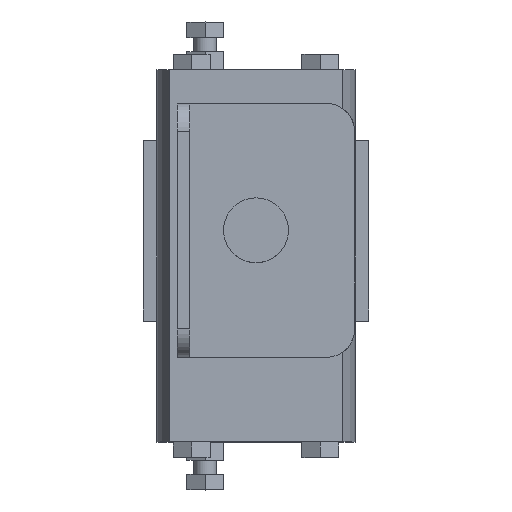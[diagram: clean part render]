
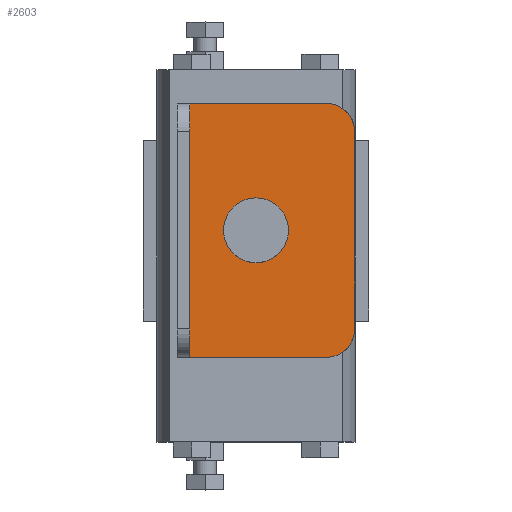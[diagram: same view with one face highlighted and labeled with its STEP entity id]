
A CAD part, top view. The second image highlights one B-rep face of the part: STEP entity #2603.
In plain terms, the highlighted planar face has unit normal (0, 0, 1).
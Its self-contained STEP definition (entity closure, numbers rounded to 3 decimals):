
#170=FACE_BOUND('',#573,.T.);
#291=PLANE('',#2853);
#423=FACE_OUTER_BOUND('',#572,.T.);
#572=EDGE_LOOP('',(#2298,#2299,#2300,#2301,#2302,#2303));
#573=EDGE_LOOP('',(#2304));
#864=LINE('',#4149,#1159);
#869=LINE('',#4166,#1164);
#873=LINE('',#4173,#1168);
#874=LINE('',#4175,#1169);
#1159=VECTOR('',#3435,10.);
#1164=VECTOR('',#3450,10.);
#1168=VECTOR('',#3456,10.);
#1169=VECTOR('',#3459,10.);
#1225=CIRCLE('',#2850,10.);
#1227=CIRCLE('',#2854,10.);
#1228=CIRCLE('',#2855,11.5);
#1427=VERTEX_POINT('',#4146);
#1428=VERTEX_POINT('',#4148);
#1432=VERTEX_POINT('',#4157);
#1433=VERTEX_POINT('',#4159);
#1435=VERTEX_POINT('',#4165);
#1437=VERTEX_POINT('',#4172);
#1438=VERTEX_POINT('',#4176);
#1741=EDGE_CURVE('',#1428,#1427,#864,.T.);
#1746=EDGE_CURVE('',#1432,#1433,#1225,.T.);
#1749=EDGE_CURVE('',#1435,#1433,#869,.T.);
#1753=EDGE_CURVE('',#1432,#1437,#873,.T.);
#1754=EDGE_CURVE('',#1428,#1437,#1227,.T.);
#1755=EDGE_CURVE('',#1435,#1427,#874,.T.);
#1756=EDGE_CURVE('',#1438,#1438,#1228,.T.);
#2298=ORIENTED_EDGE('',*,*,#1746,.F.);
#2299=ORIENTED_EDGE('',*,*,#1753,.T.);
#2300=ORIENTED_EDGE('',*,*,#1754,.F.);
#2301=ORIENTED_EDGE('',*,*,#1741,.T.);
#2302=ORIENTED_EDGE('',*,*,#1755,.F.);
#2303=ORIENTED_EDGE('',*,*,#1749,.T.);
#2304=ORIENTED_EDGE('',*,*,#1756,.T.);
#2603=ADVANCED_FACE('',(#423,#170),#291,.T.);
#2850=AXIS2_PLACEMENT_3D('',#4160,#3443,#3444);
#2853=AXIS2_PLACEMENT_3D('',#4171,#3454,#3455);
#2854=AXIS2_PLACEMENT_3D('',#4174,#3457,#3458);
#2855=AXIS2_PLACEMENT_3D('',#4177,#3460,#3461);
#3435=DIRECTION('',(-1.,0.,0.));
#3443=DIRECTION('center_axis',(0.,0.,-1.));
#3444=DIRECTION('ref_axis',(0.707,-0.707,0.));
#3450=DIRECTION('',(1.,0.,0.));
#3454=DIRECTION('center_axis',(0.,0.,1.));
#3455=DIRECTION('ref_axis',(1.,0.,0.));
#3456=DIRECTION('',(0.,1.,0.));
#3457=DIRECTION('center_axis',(0.,0.,-1.));
#3458=DIRECTION('ref_axis',(0.707,0.707,0.));
#3459=DIRECTION('',(0.,1.,0.));
#3460=DIRECTION('center_axis',(0.,0.,-1.));
#3461=DIRECTION('ref_axis',(-1.,0.,0.));
#4146=CARTESIAN_POINT('',(-23.5,45.,82.5));
#4148=CARTESIAN_POINT('',(25.,45.,82.5));
#4149=CARTESIAN_POINT('',(-23.5,45.,82.5));
#4157=CARTESIAN_POINT('',(35.,-35.,82.5));
#4159=CARTESIAN_POINT('',(25.,-45.,82.5));
#4160=CARTESIAN_POINT('Origin',(25.,-35.,82.5));
#4165=CARTESIAN_POINT('',(-23.5,-45.,82.5));
#4166=CARTESIAN_POINT('',(-23.5,-45.,82.5));
#4171=CARTESIAN_POINT('Origin',(35.,0.,82.5));
#4172=CARTESIAN_POINT('',(35.,35.,82.5));
#4173=CARTESIAN_POINT('',(35.,0.,82.5));
#4174=CARTESIAN_POINT('Origin',(25.,35.,82.5));
#4175=CARTESIAN_POINT('',(-23.5,0.,82.5));
#4176=CARTESIAN_POINT('',(11.5,0.,82.5));
#4177=CARTESIAN_POINT('Origin',(0.,0.,82.5));
